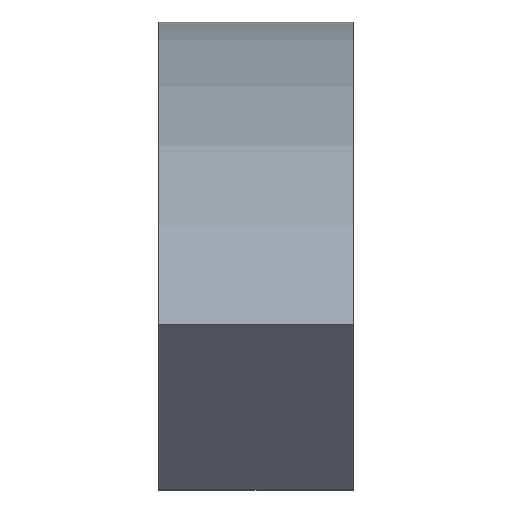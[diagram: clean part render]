
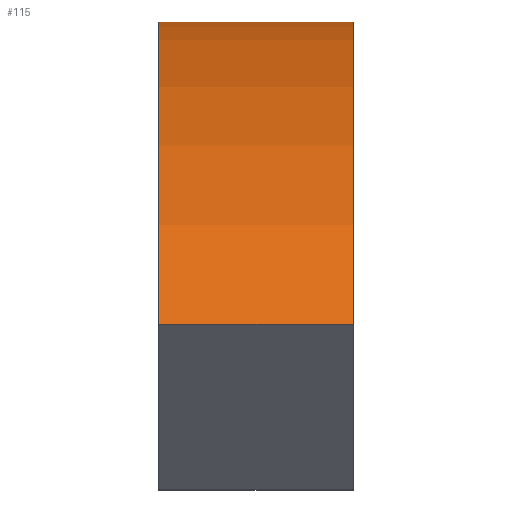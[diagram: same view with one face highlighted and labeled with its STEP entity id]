
A CAD part, left-side view. The second image highlights one B-rep face of the part: STEP entity #115.
In plain terms, the highlighted free-form (B-spline) face has degree [3, 1] with [13, 2] control points.
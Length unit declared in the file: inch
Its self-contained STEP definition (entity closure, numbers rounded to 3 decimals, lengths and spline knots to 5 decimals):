
#15=B_SPLINE_SURFACE_WITH_KNOTS('',3,1,((#215,#216),(#217,#218),(#219,#220),
(#221,#222),(#223,#224),(#225,#226),(#227,#228),(#229,#230),(#231,#232),
(#233,#234),(#235,#236),(#237,#238),(#239,#240)),.UNSPECIFIED.,.F.,.F.,
 .F.,(4,3,3,3,4),(2,2),(0.57679,0.61773,0.86958,
1.18288,1.5708),(0.,12.7),.UNSPECIFIED.);
#20=FACE_OUTER_BOUND('',#27,.T.);
#27=EDGE_LOOP('',(#88,#89,#90,#91));
#34=B_SPLINE_CURVE_WITH_KNOTS('',3,(#167,#168,#169,#170,#171,#172,#173,
#174,#175,#176,#177,#178,#179),.UNSPECIFIED.,.F.,.F.,(4,3,3,3,4),(0.58706,
0.61773,0.86958,1.18288,1.5708),
 .UNSPECIFIED.);
#36=B_SPLINE_CURVE_WITH_KNOTS('',3,(#242,#243,#244,#245,#246,#247),
 .UNSPECIFIED.,.F.,.F.,(4,2,4),(-12.7,-6.35,0.),.UNSPECIFIED.);
#37=B_SPLINE_CURVE_WITH_KNOTS('',3,(#249,#250,#251,#252,#253,#254,#255,
#256,#257,#258,#259,#260,#261),.UNSPECIFIED.,.F.,.F.,(4,3,3,3,4),(0.58706,
0.61773,0.86958,1.18288,1.5708),
 .UNSPECIFIED.);
#44=LINE('',#262,#51);
#51=VECTOR('',#152,0.3937);
#55=VERTEX_POINT('',#164);
#56=VERTEX_POINT('',#166);
#61=VERTEX_POINT('',#241);
#62=VERTEX_POINT('',#248);
#65=EDGE_CURVE('',#55,#56,#34,.T.);
#72=EDGE_CURVE('',#55,#61,#36,.T.);
#73=EDGE_CURVE('',#61,#62,#37,.T.);
#74=EDGE_CURVE('',#62,#56,#44,.T.);
#88=ORIENTED_EDGE('',*,*,#72,.T.);
#89=ORIENTED_EDGE('',*,*,#73,.T.);
#90=ORIENTED_EDGE('',*,*,#74,.T.);
#91=ORIENTED_EDGE('',*,*,#65,.F.);
#115=ADVANCED_FACE('',(#20),#15,.T.);
#152=DIRECTION('',(0.,1.,0.));
#164=CARTESIAN_POINT('',(6.18867,5.,23.78988));
#166=CARTESIAN_POINT('',(30.5625,5.,31.55159));
#167=CARTESIAN_POINT('Ctrl Pts',(6.18867,5.,23.78988));
#168=CARTESIAN_POINT('Ctrl Pts',(6.37762,5.,23.95318));
#169=CARTESIAN_POINT('Ctrl Pts',(6.56959,5.,24.11366));
#170=CARTESIAN_POINT('Ctrl Pts',(6.76444,5.,24.27137));
#171=CARTESIAN_POINT('Ctrl Pts',(8.36428,5.,25.56627));
#172=CARTESIAN_POINT('Ctrl Pts',(10.15866,5.,26.67593));
#173=CARTESIAN_POINT('Ctrl Pts',(12.09539,5.,27.61633));
#174=CARTESIAN_POINT('Ctrl Pts',(14.50455,5.,28.78613));
#175=CARTESIAN_POINT('Ctrl Pts',(17.13644,5.,29.69385));
#176=CARTESIAN_POINT('Ctrl Pts',(19.89884,5.,30.34298));
#177=CARTESIAN_POINT('Ctrl Pts',(23.31927,5.,31.14673));
#178=CARTESIAN_POINT('Ctrl Pts',(26.94035,5.,31.55152));
#179=CARTESIAN_POINT('Ctrl Pts',(30.5625,5.,31.55159));
#215=CARTESIAN_POINT('Ctrl Pts',(6.,0.,23.625));
#216=CARTESIAN_POINT('Ctrl Pts',(6.,5.,23.625));
#217=CARTESIAN_POINT('Ctrl Pts',(6.24945,0.,23.84545));
#218=CARTESIAN_POINT('Ctrl Pts',(6.24945,5.,23.84545));
#219=CARTESIAN_POINT('Ctrl Pts',(6.50439,0.,24.06088));
#220=CARTESIAN_POINT('Ctrl Pts',(6.50439,5.,24.06088));
#221=CARTESIAN_POINT('Ctrl Pts',(6.76444,0.,24.27137));
#222=CARTESIAN_POINT('Ctrl Pts',(6.76444,5.,24.27137));
#223=CARTESIAN_POINT('Ctrl Pts',(8.36428,0.,25.56627));
#224=CARTESIAN_POINT('Ctrl Pts',(8.36428,5.,25.56627));
#225=CARTESIAN_POINT('Ctrl Pts',(10.15866,0.,26.67593));
#226=CARTESIAN_POINT('Ctrl Pts',(10.15866,5.,26.67593));
#227=CARTESIAN_POINT('Ctrl Pts',(12.09539,0.,27.61633));
#228=CARTESIAN_POINT('Ctrl Pts',(12.09539,5.,27.61633));
#229=CARTESIAN_POINT('Ctrl Pts',(14.50455,0.,28.78613));
#230=CARTESIAN_POINT('Ctrl Pts',(14.50455,5.,28.78613));
#231=CARTESIAN_POINT('Ctrl Pts',(17.13644,0.,29.69385));
#232=CARTESIAN_POINT('Ctrl Pts',(17.13644,5.,29.69385));
#233=CARTESIAN_POINT('Ctrl Pts',(19.89884,0.,30.34298));
#234=CARTESIAN_POINT('Ctrl Pts',(19.89884,5.,30.34298));
#235=CARTESIAN_POINT('Ctrl Pts',(23.31927,0.,31.14673));
#236=CARTESIAN_POINT('Ctrl Pts',(23.31927,5.,31.14673));
#237=CARTESIAN_POINT('Ctrl Pts',(26.94035,0.,31.55152));
#238=CARTESIAN_POINT('Ctrl Pts',(26.94035,5.,31.55152));
#239=CARTESIAN_POINT('Ctrl Pts',(30.5625,0.,31.55159));
#240=CARTESIAN_POINT('Ctrl Pts',(30.5625,5.,31.55159));
#241=CARTESIAN_POINT('',(6.18867,0.,23.78988));
#242=CARTESIAN_POINT('Ctrl Pts',(6.18867,5.,23.78988));
#243=CARTESIAN_POINT('Ctrl Pts',(6.18867,4.16667,23.78988));
#244=CARTESIAN_POINT('Ctrl Pts',(6.18867,3.33333,23.78988));
#245=CARTESIAN_POINT('Ctrl Pts',(6.18867,1.66667,23.78988));
#246=CARTESIAN_POINT('Ctrl Pts',(6.18867,0.83333,23.78988));
#247=CARTESIAN_POINT('Ctrl Pts',(6.18867,0.,23.78988));
#248=CARTESIAN_POINT('',(30.5625,0.,31.55159));
#249=CARTESIAN_POINT('Ctrl Pts',(6.18867,0.,23.78988));
#250=CARTESIAN_POINT('Ctrl Pts',(6.37762,0.,23.95318));
#251=CARTESIAN_POINT('Ctrl Pts',(6.56959,0.,24.11366));
#252=CARTESIAN_POINT('Ctrl Pts',(6.76444,0.,24.27137));
#253=CARTESIAN_POINT('Ctrl Pts',(8.36428,0.,25.56627));
#254=CARTESIAN_POINT('Ctrl Pts',(10.15866,0.,26.67593));
#255=CARTESIAN_POINT('Ctrl Pts',(12.09539,0.,27.61633));
#256=CARTESIAN_POINT('Ctrl Pts',(14.50455,0.,28.78613));
#257=CARTESIAN_POINT('Ctrl Pts',(17.13644,0.,29.69385));
#258=CARTESIAN_POINT('Ctrl Pts',(19.89884,0.,30.34298));
#259=CARTESIAN_POINT('Ctrl Pts',(23.31927,0.,31.14673));
#260=CARTESIAN_POINT('Ctrl Pts',(26.94035,0.,31.55152));
#261=CARTESIAN_POINT('Ctrl Pts',(30.5625,0.,31.55159));
#262=CARTESIAN_POINT('',(30.5625,0.,31.55159));
